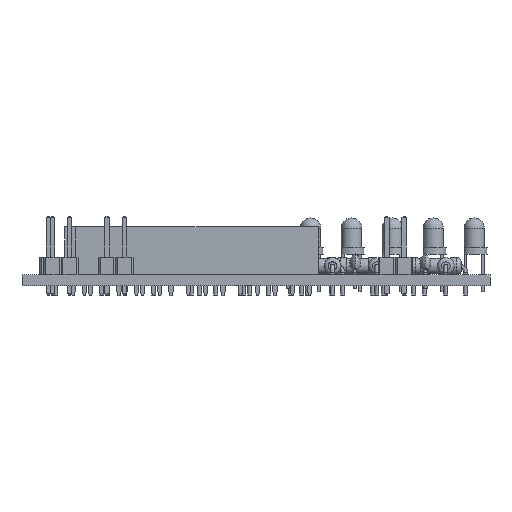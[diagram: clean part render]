
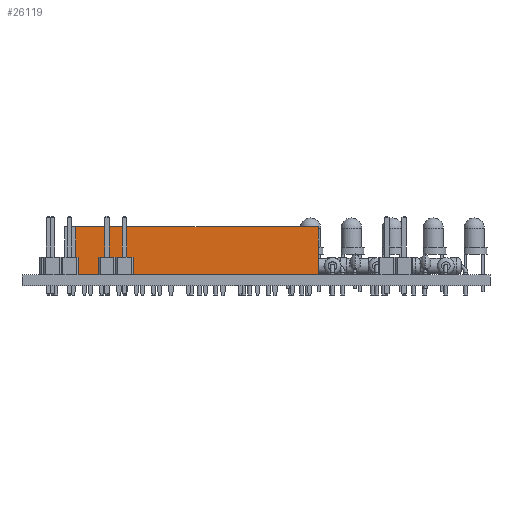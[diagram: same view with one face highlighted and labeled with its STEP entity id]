
A CAD part, front view. The second image highlights one B-rep face of the part: STEP entity #26119.
In plain terms, the highlighted face is planar.
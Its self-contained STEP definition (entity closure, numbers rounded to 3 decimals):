
#26119 = ADVANCED_FACE('',(#26120),#26134,.F.);
#26120 = FACE_BOUND('',#26121,.F.);
#26121 = EDGE_LOOP('',(#26122,#26157,#26185,#26213));
#26122 = ORIENTED_EDGE('',*,*,#26123,.T.);
#26123 = EDGE_CURVE('',#26124,#26126,#26128,.T.);
#26124 = VERTEX_POINT('',#26125);
#26125 = CARTESIAN_POINT('',(1.27,-34.29,0.));
#26126 = VERTEX_POINT('',#26127);
#26127 = CARTESIAN_POINT('',(1.27,-34.29,7.));
#26128 = SURFACE_CURVE('',#26129,(#26133,#26145),.PCURVE_S1.);
#26129 = LINE('',#26130,#26131);
#26130 = CARTESIAN_POINT('',(1.27,-34.29,0.));
#26131 = VECTOR('',#26132,1.);
#26132 = DIRECTION('',(0.,0.,1.));
#26133 = PCURVE('',#26134,#26139);
#26134 = PLANE('',#26135);
#26135 = AXIS2_PLACEMENT_3D('',#26136,#26137,#26138);
#26136 = CARTESIAN_POINT('',(1.27,-34.29,0.));
#26137 = DIRECTION('',(-1.,0.,0.));
#26138 = DIRECTION('',(0.,1.,0.));
#26139 = DEFINITIONAL_REPRESENTATION('',(#26140),#26144);
#26140 = LINE('',#26141,#26142);
#26141 = CARTESIAN_POINT('',(0.,0.));
#26142 = VECTOR('',#26143,1.);
#26143 = DIRECTION('',(0.,-1.));
#26144 = ( GEOMETRIC_REPRESENTATION_CONTEXT(2) 
PARAMETRIC_REPRESENTATION_CONTEXT() REPRESENTATION_CONTEXT('2D SPACE',''
  ) );
#26145 = PCURVE('',#26146,#26151);
#26146 = PLANE('',#26147);
#26147 = AXIS2_PLACEMENT_3D('',#26148,#26149,#26150);
#26148 = CARTESIAN_POINT('',(-1.27,-34.29,0.));
#26149 = DIRECTION('',(0.,1.,0.));
#26150 = DIRECTION('',(1.,0.,0.));
#26151 = DEFINITIONAL_REPRESENTATION('',(#26152),#26156);
#26152 = LINE('',#26153,#26154);
#26153 = CARTESIAN_POINT('',(2.54,0.));
#26154 = VECTOR('',#26155,1.);
#26155 = DIRECTION('',(0.,-1.));
#26156 = ( GEOMETRIC_REPRESENTATION_CONTEXT(2) 
PARAMETRIC_REPRESENTATION_CONTEXT() REPRESENTATION_CONTEXT('2D SPACE',''
  ) );
#26157 = ORIENTED_EDGE('',*,*,#26158,.T.);
#26158 = EDGE_CURVE('',#26126,#26159,#26161,.T.);
#26159 = VERTEX_POINT('',#26160);
#26160 = CARTESIAN_POINT('',(1.27,1.27,7.));
#26161 = SURFACE_CURVE('',#26162,(#26166,#26173),.PCURVE_S1.);
#26162 = LINE('',#26163,#26164);
#26163 = CARTESIAN_POINT('',(1.27,-34.29,7.));
#26164 = VECTOR('',#26165,1.);
#26165 = DIRECTION('',(0.,1.,0.));
#26166 = PCURVE('',#26134,#26167);
#26167 = DEFINITIONAL_REPRESENTATION('',(#26168),#26172);
#26168 = LINE('',#26169,#26170);
#26169 = CARTESIAN_POINT('',(0.,-7.));
#26170 = VECTOR('',#26171,1.);
#26171 = DIRECTION('',(1.,0.));
#26172 = ( GEOMETRIC_REPRESENTATION_CONTEXT(2) 
PARAMETRIC_REPRESENTATION_CONTEXT() REPRESENTATION_CONTEXT('2D SPACE',''
  ) );
#26173 = PCURVE('',#26174,#26179);
#26174 = PLANE('',#26175);
#26175 = AXIS2_PLACEMENT_3D('',#26176,#26177,#26178);
#26176 = CARTESIAN_POINT('',(1.27,-34.29,7.));
#26177 = DIRECTION('',(0.,0.,-1.));
#26178 = DIRECTION('',(0.,-1.,0.));
#26179 = DEFINITIONAL_REPRESENTATION('',(#26180),#26184);
#26180 = LINE('',#26181,#26182);
#26181 = CARTESIAN_POINT('',(0.,0.));
#26182 = VECTOR('',#26183,1.);
#26183 = DIRECTION('',(-1.,0.));
#26184 = ( GEOMETRIC_REPRESENTATION_CONTEXT(2) 
PARAMETRIC_REPRESENTATION_CONTEXT() REPRESENTATION_CONTEXT('2D SPACE',''
  ) );
#26185 = ORIENTED_EDGE('',*,*,#26186,.F.);
#26186 = EDGE_CURVE('',#26187,#26159,#26189,.T.);
#26187 = VERTEX_POINT('',#26188);
#26188 = CARTESIAN_POINT('',(1.27,1.27,0.));
#26189 = SURFACE_CURVE('',#26190,(#26194,#26201),.PCURVE_S1.);
#26190 = LINE('',#26191,#26192);
#26191 = CARTESIAN_POINT('',(1.27,1.27,0.));
#26192 = VECTOR('',#26193,1.);
#26193 = DIRECTION('',(0.,0.,1.));
#26194 = PCURVE('',#26134,#26195);
#26195 = DEFINITIONAL_REPRESENTATION('',(#26196),#26200);
#26196 = LINE('',#26197,#26198);
#26197 = CARTESIAN_POINT('',(35.56,0.));
#26198 = VECTOR('',#26199,1.);
#26199 = DIRECTION('',(0.,-1.));
#26200 = ( GEOMETRIC_REPRESENTATION_CONTEXT(2) 
PARAMETRIC_REPRESENTATION_CONTEXT() REPRESENTATION_CONTEXT('2D SPACE',''
  ) );
#26201 = PCURVE('',#26202,#26207);
#26202 = PLANE('',#26203);
#26203 = AXIS2_PLACEMENT_3D('',#26204,#26205,#26206);
#26204 = CARTESIAN_POINT('',(1.27,1.27,0.));
#26205 = DIRECTION('',(0.,-1.,0.));
#26206 = DIRECTION('',(-1.,0.,0.));
#26207 = DEFINITIONAL_REPRESENTATION('',(#26208),#26212);
#26208 = LINE('',#26209,#26210);
#26209 = CARTESIAN_POINT('',(0.,0.));
#26210 = VECTOR('',#26211,1.);
#26211 = DIRECTION('',(0.,-1.));
#26212 = ( GEOMETRIC_REPRESENTATION_CONTEXT(2) 
PARAMETRIC_REPRESENTATION_CONTEXT() REPRESENTATION_CONTEXT('2D SPACE',''
  ) );
#26213 = ORIENTED_EDGE('',*,*,#26214,.F.);
#26214 = EDGE_CURVE('',#26124,#26187,#26215,.T.);
#26215 = SURFACE_CURVE('',#26216,(#26220,#26227),.PCURVE_S1.);
#26216 = LINE('',#26217,#26218);
#26217 = CARTESIAN_POINT('',(1.27,-34.29,0.));
#26218 = VECTOR('',#26219,1.);
#26219 = DIRECTION('',(0.,1.,0.));
#26220 = PCURVE('',#26134,#26221);
#26221 = DEFINITIONAL_REPRESENTATION('',(#26222),#26226);
#26222 = LINE('',#26223,#26224);
#26223 = CARTESIAN_POINT('',(0.,0.));
#26224 = VECTOR('',#26225,1.);
#26225 = DIRECTION('',(1.,0.));
#26226 = ( GEOMETRIC_REPRESENTATION_CONTEXT(2) 
PARAMETRIC_REPRESENTATION_CONTEXT() REPRESENTATION_CONTEXT('2D SPACE',''
  ) );
#26227 = PCURVE('',#26228,#26233);
#26228 = PLANE('',#26229);
#26229 = AXIS2_PLACEMENT_3D('',#26230,#26231,#26232);
#26230 = CARTESIAN_POINT('',(1.27,-34.29,0.));
#26231 = DIRECTION('',(0.,0.,-1.));
#26232 = DIRECTION('',(0.,-1.,0.));
#26233 = DEFINITIONAL_REPRESENTATION('',(#26234),#26238);
#26234 = LINE('',#26235,#26236);
#26235 = CARTESIAN_POINT('',(0.,0.));
#26236 = VECTOR('',#26237,1.);
#26237 = DIRECTION('',(-1.,0.));
#26238 = ( GEOMETRIC_REPRESENTATION_CONTEXT(2) 
PARAMETRIC_REPRESENTATION_CONTEXT() REPRESENTATION_CONTEXT('2D SPACE',''
  ) );
